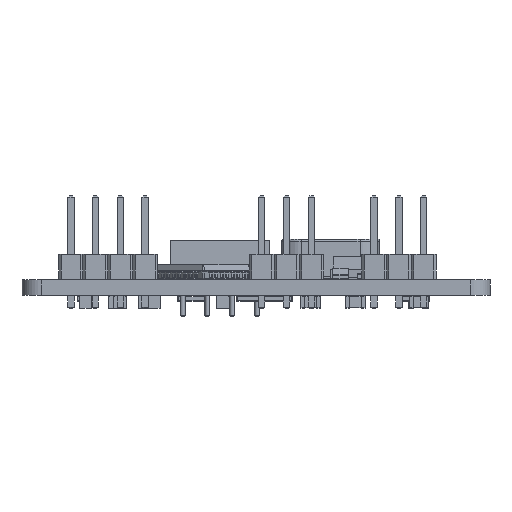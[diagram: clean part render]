
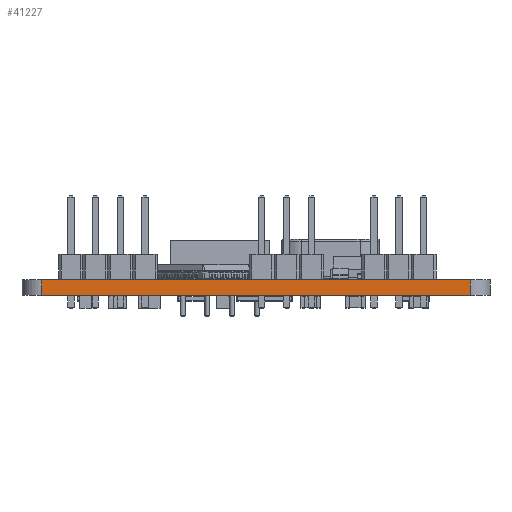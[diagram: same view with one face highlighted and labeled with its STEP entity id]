
A CAD part, left-side view. The second image highlights one B-rep face of the part: STEP entity #41227.
In plain terms, the highlighted planar face has unit normal (-1, 0, 0).
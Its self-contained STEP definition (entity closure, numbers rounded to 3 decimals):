
#39767 = VERTEX_POINT('',#39768);
#39768 = CARTESIAN_POINT('',(16.5,-17.29,0.));
#39775 = EDGE_CURVE('',#39776,#39767,#39778,.T.);
#39776 = VERTEX_POINT('',#39777);
#39777 = CARTESIAN_POINT('',(16.5,-61.04,0.));
#39778 = LINE('',#39779,#39780);
#39779 = CARTESIAN_POINT('',(16.5,-61.04,0.));
#39780 = VECTOR('',#39781,1.);
#39781 = DIRECTION('',(0.,1.,0.));
#40407 = VERTEX_POINT('',#40408);
#40408 = CARTESIAN_POINT('',(16.5,-17.29,1.6));
#40415 = EDGE_CURVE('',#40416,#40407,#40418,.T.);
#40416 = VERTEX_POINT('',#40417);
#40417 = CARTESIAN_POINT('',(16.5,-61.04,1.6));
#40418 = LINE('',#40419,#40420);
#40419 = CARTESIAN_POINT('',(16.5,-61.04,1.6));
#40420 = VECTOR('',#40421,1.);
#40421 = DIRECTION('',(0.,1.,0.));
#41197 = EDGE_CURVE('',#39767,#40407,#41198,.T.);
#41198 = LINE('',#41199,#41200);
#41199 = CARTESIAN_POINT('',(16.5,-17.29,0.));
#41200 = VECTOR('',#41201,1.);
#41201 = DIRECTION('',(0.,0.,1.));
#41227 = ADVANCED_FACE('',(#41228),#41239,.T.);
#41228 = FACE_BOUND('',#41229,.T.);
#41229 = EDGE_LOOP('',(#41230,#41236,#41237,#41238));
#41230 = ORIENTED_EDGE('',*,*,#41231,.T.);
#41231 = EDGE_CURVE('',#39776,#40416,#41232,.T.);
#41232 = LINE('',#41233,#41234);
#41233 = CARTESIAN_POINT('',(16.5,-61.04,0.));
#41234 = VECTOR('',#41235,1.);
#41235 = DIRECTION('',(0.,0.,1.));
#41236 = ORIENTED_EDGE('',*,*,#40415,.T.);
#41237 = ORIENTED_EDGE('',*,*,#41197,.F.);
#41238 = ORIENTED_EDGE('',*,*,#39775,.F.);
#41239 = PLANE('',#41240);
#41240 = AXIS2_PLACEMENT_3D('',#41241,#41242,#41243);
#41241 = CARTESIAN_POINT('',(16.5,-61.04,0.));
#41242 = DIRECTION('',(-1.,0.,0.));
#41243 = DIRECTION('',(0.,1.,0.));
